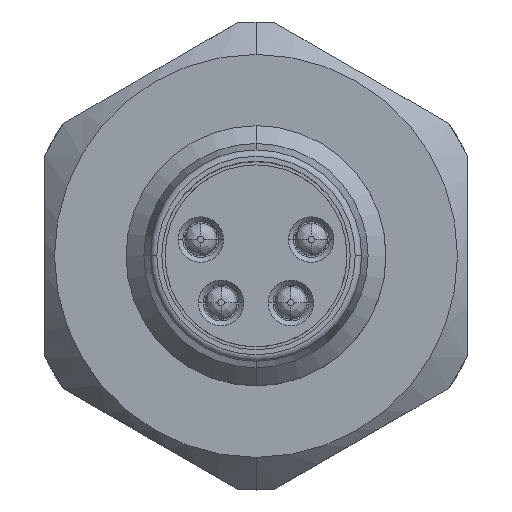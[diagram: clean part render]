
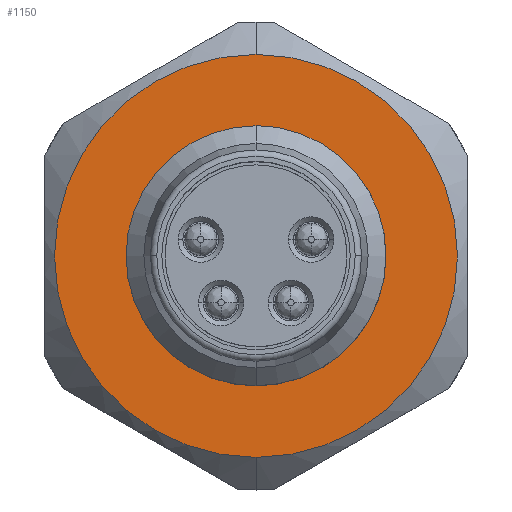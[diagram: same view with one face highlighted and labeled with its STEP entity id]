
A CAD part, top view. The second image highlights one B-rep face of the part: STEP entity #1150.
In plain terms, the highlighted planar face has unit normal (0, 0, 1).
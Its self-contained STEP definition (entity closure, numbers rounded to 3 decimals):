
#995=AXIS2_PLACEMENT_3D('Circle Axis2P3D',#993,#994,$) ;
#1025=AXIS2_PLACEMENT_3D('Circle Axis2P3D',#1023,#1024,$) ;
#1126=AXIS2_PLACEMENT_3D('Plane Axis2P3D',#1123,#1124,#1125) ;
#1134=AXIS2_PLACEMENT_3D('Circle Axis2P3D',#1132,#1133,$) ;
#1143=AXIS2_PLACEMENT_3D('Circle Axis2P3D',#1141,#1142,$) ;
#990=CARTESIAN_POINT('Vertex',(6.5,1.,16.)) ;
#993=CARTESIAN_POINT('Axis2P3D Location',(6.5,7.2,16.)) ;
#997=CARTESIAN_POINT('Vertex',(6.5,13.4,16.)) ;
#1023=CARTESIAN_POINT('Axis2P3D Location',(6.5,7.2,16.)) ;
#1123=CARTESIAN_POINT('Axis2P3D Location',(6.5,12.3,16.)) ;
#1132=CARTESIAN_POINT('Axis2P3D Location',(6.5,7.2,16.)) ;
#1136=CARTESIAN_POINT('Vertex',(6.5,3.2,16.)) ;
#1138=CARTESIAN_POINT('Vertex',(6.5,11.2,16.)) ;
#1141=CARTESIAN_POINT('Axis2P3D Location',(6.5,7.2,16.)) ;
#994=DIRECTION('Axis2P3D Direction',(0.,0.,-1.)) ;
#1024=DIRECTION('Axis2P3D Direction',(0.,0.,-1.)) ;
#1124=DIRECTION('Axis2P3D Direction',(0.,0.,1.)) ;
#1125=DIRECTION('Axis2P3D XDirection',(-1.,0.,0.)) ;
#1133=DIRECTION('Axis2P3D Direction',(0.,0.,1.)) ;
#1142=DIRECTION('Axis2P3D Direction',(0.,0.,1.)) ;
#1129=ORIENTED_EDGE('',*,*,#999,.T.) ;
#1130=ORIENTED_EDGE('',*,*,#1027,.T.) ;
#1147=ORIENTED_EDGE('',*,*,#1140,.F.) ;
#1148=ORIENTED_EDGE('',*,*,#1145,.F.) ;
#1149=FACE_BOUND('',#1146,.T.) ;
#1150=ADVANCED_FACE('V1',(#1131,#1149),#1127,.T.) ;
#996=CIRCLE('generated circle',#995,6.2) ;
#1026=CIRCLE('generated circle',#1025,6.2) ;
#1135=CIRCLE('generated circle',#1134,4.) ;
#1144=CIRCLE('generated circle',#1143,4.) ;
#999=EDGE_CURVE('',#998,#991,#996,.F.) ;
#1027=EDGE_CURVE('',#991,#998,#1026,.F.) ;
#1140=EDGE_CURVE('',#1137,#1139,#1135,.T.) ;
#1145=EDGE_CURVE('',#1139,#1137,#1144,.T.) ;
#1128=EDGE_LOOP('',(#1129,#1130)) ;
#1146=EDGE_LOOP('',(#1147,#1148)) ;
#1131=FACE_OUTER_BOUND('',#1128,.T.) ;
#1127=PLANE('',#1126) ;
#991=VERTEX_POINT('',#990) ;
#998=VERTEX_POINT('',#997) ;
#1137=VERTEX_POINT('',#1136) ;
#1139=VERTEX_POINT('',#1138) ;
